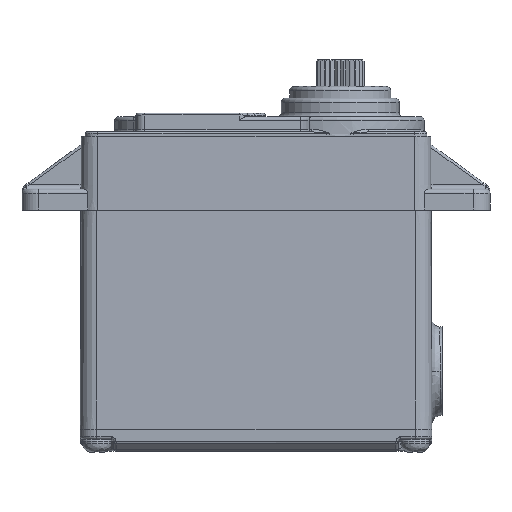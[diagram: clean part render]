
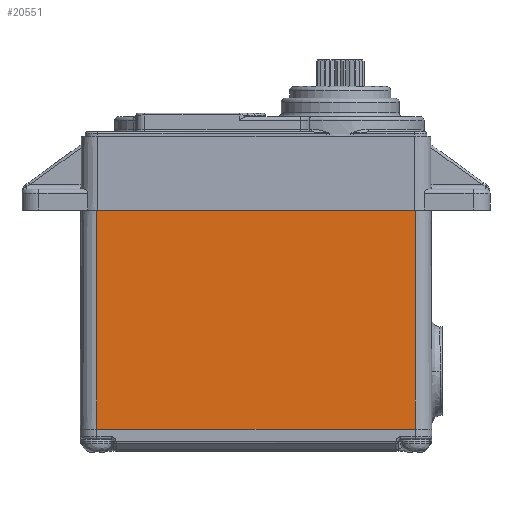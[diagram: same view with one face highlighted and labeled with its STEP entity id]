
A CAD part, top view. The second image highlights one B-rep face of the part: STEP entity #20551.
In plain terms, the highlighted planar face has unit normal (0, 0.004, 1).
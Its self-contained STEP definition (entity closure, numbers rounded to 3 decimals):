
#2391=DIRECTION('',(1.,0.,0.));
#2392=VECTOR('',#2391,37.8);
#2393=CARTESIAN_POINT('',(-18.9,26.,10.4));
#2394=LINE('',#2393,#2392);
#2439=DIRECTION('',(0.,-1.,0.004));
#2440=VECTOR('',#2439,26.);
#2441=CARTESIAN_POINT('',(-18.9,26.,10.4));
#2442=LINE('',#2441,#2440);
#2503=DIRECTION('',(-1.,0.,0.));
#2504=VECTOR('',#2503,37.8);
#2505=CARTESIAN_POINT('',(18.9,0.,10.5));
#2506=LINE('',#2505,#2504);
#2507=DIRECTION('',(0.,1.,-0.004));
#2508=VECTOR('',#2507,26.);
#2509=CARTESIAN_POINT('',(18.9,0.,10.5));
#2510=LINE('',#2509,#2508);
#11747=CARTESIAN_POINT('',(-18.9,0.,10.5));
#11749=VERTEX_POINT('',#11747);
#11760=CARTESIAN_POINT('',(18.9,0.,10.5));
#11761=VERTEX_POINT('',#11760);
#11780=CARTESIAN_POINT('',(-18.9,26.,10.4));
#11781=VERTEX_POINT('',#11780);
#11794=CARTESIAN_POINT('',(18.9,26.,10.4));
#11795=VERTEX_POINT('',#11794);
#20539=CARTESIAN_POINT('',(0.,13.,10.45));
#20540=DIRECTION('',(0.,0.004,1.));
#20541=DIRECTION('',(0.,1.,-0.004));
#20542=AXIS2_PLACEMENT_3D('',#20539,#20540,#20541);
#20543=PLANE('',#20542);
#20544=ORIENTED_EDGE('',*,*,#20499,.T.);
#20545=ORIENTED_EDGE('',*,*,#20481,.F.);
#20546=ORIENTED_EDGE('',*,*,#20445,.T.);
#20548=ORIENTED_EDGE('',*,*,#20547,.F.);
#20549=EDGE_LOOP('',(#20544,#20545,#20546,#20548));
#20550=FACE_OUTER_BOUND('',#20549,.F.);
#20551=ADVANCED_FACE('',(#20550),#20543,.T.);
#20445=EDGE_CURVE('',#11781,#11795,#2394,.T.);
#20481=EDGE_CURVE('',#11781,#11749,#2442,.T.);
#20499=EDGE_CURVE('',#11761,#11749,#2506,.T.);
#20547=EDGE_CURVE('',#11761,#11795,#2510,.T.);
